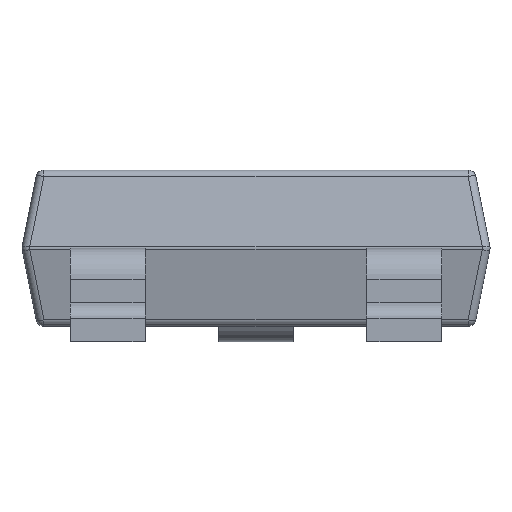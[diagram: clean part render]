
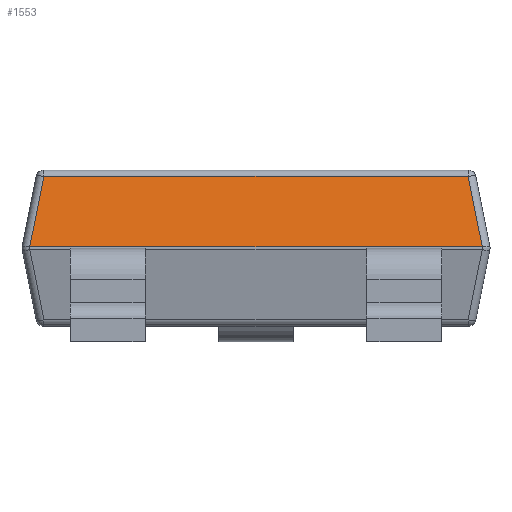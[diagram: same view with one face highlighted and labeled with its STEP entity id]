
A CAD part, front view. The second image highlights one B-rep face of the part: STEP entity #1553.
In plain terms, the highlighted planar face has unit normal (0, -0.981, 0.196).
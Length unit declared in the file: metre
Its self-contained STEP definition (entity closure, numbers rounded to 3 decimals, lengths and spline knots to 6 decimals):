
#11 = CARTESIAN_POINT ( 'NONE',  ( 0.001359, -0.000608, 0.00106 ) ) ;
#408 = ORIENTED_EDGE ( 'NONE', *, *, #7725, .T. ) ;
#443 = VERTEX_POINT ( 'NONE', #7458 ) ;
#494 = VECTOR ( 'NONE', #6754, 1. ) ;
#505 = ORIENTED_EDGE ( 'NONE', *, *, #2114, .T. ) ;
#567 = CARTESIAN_POINT ( 'NONE',  ( -0.001359, -0.000608, 0.00106 ) ) ;
#595 = EDGE_LOOP ( 'NONE', ( #7001, #505, #408, #2354 ) ) ;
#1553 = ADVANCED_FACE ( 'NONE', ( #7054 ), #2975, .T. ) ;
#1613 = VECTOR ( 'NONE', #3818, 1. ) ;
#1735 = VECTOR ( 'NONE', #5599, 1. ) ;
#2034 = AXIS2_PLACEMENT_3D ( 'NONE', #6509, #6424, #7095 ) ;
#2114 = EDGE_CURVE ( 'NONE', #2996, #443, #7659, .T. ) ;
#2354 = ORIENTED_EDGE ( 'NONE', *, *, #8758, .T. ) ;
#2399 = CARTESIAN_POINT ( 'NONE',  ( -0.001449, -0.000698, 0.00061 ) ) ;
#2975 = PLANE ( 'NONE',  #2034 ) ;
#2996 = VERTEX_POINT ( 'NONE', #2399 ) ;
#3573 = CARTESIAN_POINT ( 'NONE',  ( -0.001301, -0.00055, 0.00135 ) ) ;
#3818 = DIRECTION ( 'NONE',  ( -1., 0., 0. ) ) ;
#3900 = LINE ( 'NONE', #6690, #1613 ) ;
#3963 = CARTESIAN_POINT ( 'NONE',  ( 0.001353, -0.000602, 0.001091 ) ) ;
#3989 = VECTOR ( 'NONE', #8437, 1. ) ;
#4378 = EDGE_CURVE ( 'NONE', #6380, #2996, #8267, .T. ) ;
#5599 = DIRECTION ( 'NONE',  ( -0.192, -0.192, -0.962 ) ) ;
#6380 = VERTEX_POINT ( 'NONE', #567 ) ;
#6424 = DIRECTION ( 'NONE',  ( 0., -0.981, 0.196 ) ) ;
#6509 = CARTESIAN_POINT ( 'NONE',  ( 0., -0.0006, 0.0011 ) ) ;
#6690 = CARTESIAN_POINT ( 'NONE',  ( 0., -0.000608, 0.00106 ) ) ;
#6754 = DIRECTION ( 'NONE',  ( -0.192, 0.192, 0.962 ) ) ;
#7001 = ORIENTED_EDGE ( 'NONE', *, *, #4378, .T. ) ;
#7054 = FACE_OUTER_BOUND ( 'NONE', #595, .T. ) ;
#7059 = VERTEX_POINT ( 'NONE', #11 ) ;
#7095 = DIRECTION ( 'NONE',  ( -1., 0., 0. ) ) ;
#7458 = CARTESIAN_POINT ( 'NONE',  ( 0.001449, -0.000698, 0.00061 ) ) ;
#7659 = LINE ( 'NONE', #7747, #3989 ) ;
#7725 = EDGE_CURVE ( 'NONE', #443, #7059, #8119, .T. ) ;
#7747 = CARTESIAN_POINT ( 'NONE',  ( 0.0015, -0.000698, 0.00061 ) ) ;
#8119 = LINE ( 'NONE', #3963, #494 ) ;
#8267 = LINE ( 'NONE', #3573, #1735 ) ;
#8437 = DIRECTION ( 'NONE',  ( 1., 0., 0. ) ) ;
#8758 = EDGE_CURVE ( 'NONE', #7059, #6380, #3900, .T. ) ;
